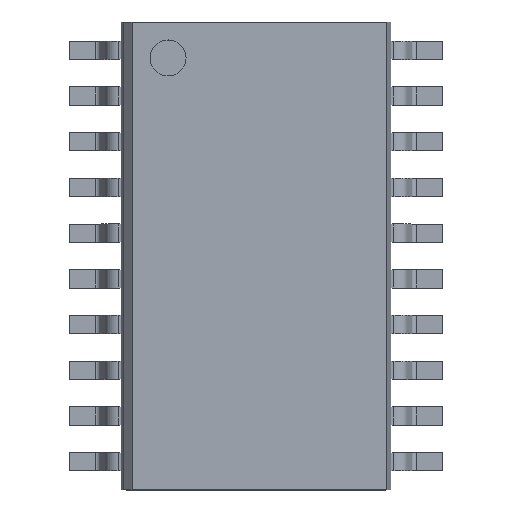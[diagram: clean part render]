
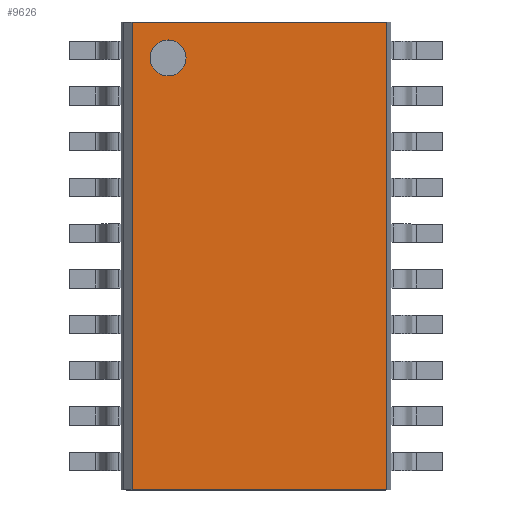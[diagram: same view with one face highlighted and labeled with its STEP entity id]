
A CAD part, top view. The second image highlights one B-rep face of the part: STEP entity #9626.
In plain terms, the highlighted planar face has unit normal (0, 0, 1).
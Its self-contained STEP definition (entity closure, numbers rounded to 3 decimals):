
#9379=CARTESIAN_POINT('',(-1.943,5.5,1.68));
#9380=VERTEX_POINT('',#9379);
#9389=CARTESIAN_POINT('',(-2.943,5.5,1.68));
#9390=VERTEX_POINT('',#9389);
#9391=CARTESIAN_POINT('',(-2.443,5.5,1.68));
#9392=DIRECTION('',(0.0,0.0,-1.0));
#9393=DIRECTION('',(1.0,0.0,0.0));
#9394=AXIS2_PLACEMENT_3D('',#9391,#9392,#9393);
#9395=CIRCLE('',#9394,0.5);
#9396=EDGE_CURVE('',#9390,#9380,#9395,.T.);
#9430=CARTESIAN_POINT('',(-2.443,5.5,1.68));
#9431=DIRECTION('',(0.0,0.0,-1.0));
#9432=DIRECTION('',(1.0,0.0,0.0));
#9433=AXIS2_PLACEMENT_3D('',#9430,#9431,#9432);
#9434=CIRCLE('',#9433,0.5);
#9435=EDGE_CURVE('',#9380,#9390,#9434,.T.);
#9566=CARTESIAN_POINT('',(-3.443,-6.5,1.68));
#9567=VERTEX_POINT('',#9566);
#9574=CARTESIAN_POINT('',(-3.443,6.5,1.68));
#9575=VERTEX_POINT('',#9574);
#9576=CARTESIAN_POINT('',(-3.443,6.5,1.68));
#9577=DIRECTION('',(0.0,-1.0,0.0));
#9578=VECTOR('',#9577,13.0);
#9579=LINE('',#9576,#9578);
#9580=EDGE_CURVE('',#9575,#9567,#9579,.T.);
#9592=CARTESIAN_POINT('',(-3.443,7.8,1.68));
#9593=DIRECTION('',(0.0,0.0,1.0));
#9594=DIRECTION('',(1.0,0.0,0.0));
#9595=AXIS2_PLACEMENT_3D('',#9592,#9593,#9594);
#9596=PLANE('',#9595);
#9597=CARTESIAN_POINT('',(3.637,-6.5,1.68));
#9598=VERTEX_POINT('',#9597);
#9599=CARTESIAN_POINT('',(-3.443,-6.5,1.68));
#9600=DIRECTION('',(1.0,0.0,0.0));
#9601=VECTOR('',#9600,7.08);
#9602=LINE('',#9599,#9601);
#9603=EDGE_CURVE('',#9567,#9598,#9602,.T.);
#9604=ORIENTED_EDGE('',*,*,#9603,.T.);
#9605=CARTESIAN_POINT('',(3.637,6.5,1.68));
#9606=VERTEX_POINT('',#9605);
#9607=CARTESIAN_POINT('',(3.637,6.5,1.68));
#9608=DIRECTION('',(0.0,-1.0,0.0));
#9609=VECTOR('',#9608,13.0);
#9610=LINE('',#9607,#9609);
#9611=EDGE_CURVE('',#9606,#9598,#9610,.T.);
#9612=ORIENTED_EDGE('',*,*,#9611,.F.);
#9613=CARTESIAN_POINT('',(-3.443,6.5,1.68));
#9614=DIRECTION('',(1.0,0.0,0.0));
#9615=VECTOR('',#9614,7.08);
#9616=LINE('',#9613,#9615);
#9617=EDGE_CURVE('',#9575,#9606,#9616,.T.);
#9618=ORIENTED_EDGE('',*,*,#9617,.F.);
#9619=ORIENTED_EDGE('',*,*,#9580,.T.);
#9620=EDGE_LOOP('',(#9604,#9612,#9618,#9619));
#9621=FACE_OUTER_BOUND('',#9620,.T.);
#9622=ORIENTED_EDGE('',*,*,#9435,.T.);
#9623=ORIENTED_EDGE('',*,*,#9396,.T.);
#9624=EDGE_LOOP('',(#9622,#9623));
#9625=FACE_BOUND('',#9624,.T.);
#9626=ADVANCED_FACE('',(#9621,#9625),#9596,.T.);
